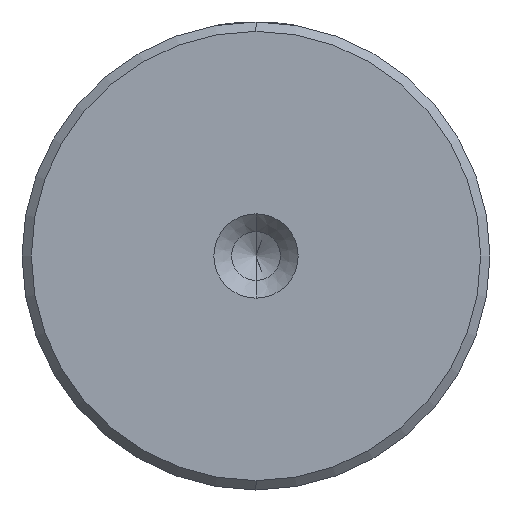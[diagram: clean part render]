
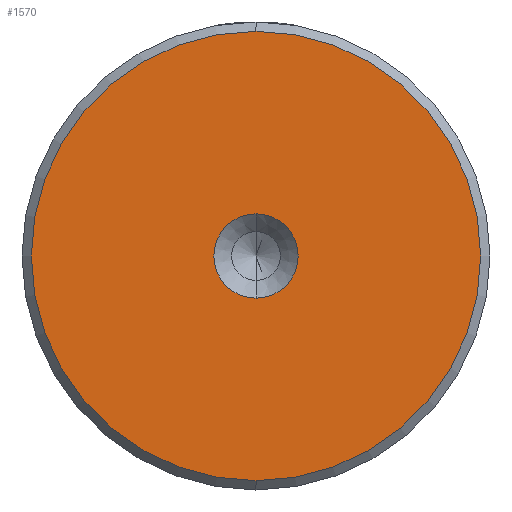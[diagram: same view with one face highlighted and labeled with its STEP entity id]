
A CAD part, left-side view. The second image highlights one B-rep face of the part: STEP entity #1570.
In plain terms, the highlighted planar face has unit normal (-1, 0, 0).
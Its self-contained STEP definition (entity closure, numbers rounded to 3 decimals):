
#10 = CARTESIAN_POINT ( 'NONE',  ( 0., 0., 0. ) ) ;
#41 = EDGE_LOOP ( 'NONE', ( #1124, #1897 ) ) ;
#132 = CIRCLE ( 'NONE', #1364, 12. ) ;
#200 = DIRECTION ( 'NONE',  ( 0., 0., 1. ) ) ;
#213 = EDGE_CURVE ( 'NONE', #1926, #704, #1690, .T. ) ;
#319 = DIRECTION ( 'NONE',  ( 0., 0., 1. ) ) ;
#386 = FACE_BOUND ( 'NONE', #1869, .T. ) ;
#469 = DIRECTION ( 'NONE',  ( -1., 0., 0. ) ) ;
#485 = CARTESIAN_POINT ( 'NONE',  ( 0., 0., 0. ) ) ;
#526 = CARTESIAN_POINT ( 'NONE',  ( 0., 0., 2.25 ) ) ;
#538 = CARTESIAN_POINT ( 'NONE',  ( 0., 0., 0. ) ) ;
#601 = VERTEX_POINT ( 'NONE', #1594 ) ;
#618 = VERTEX_POINT ( 'NONE', #1396 ) ;
#704 = VERTEX_POINT ( 'NONE', #2057 ) ;
#715 = DIRECTION ( 'NONE',  ( 0., 0., 1. ) ) ;
#722 = EDGE_CURVE ( 'NONE', #704, #1926, #892, .T. ) ;
#876 = DIRECTION ( 'NONE',  ( -1., 0., 0. ) ) ;
#892 = CIRCLE ( 'NONE', #1067, 2.25 ) ;
#1058 = AXIS2_PLACEMENT_3D ( 'NONE', #1700, #1693, #1684 ) ;
#1067 = AXIS2_PLACEMENT_3D ( 'NONE', #485, #469, #319 ) ;
#1115 = AXIS2_PLACEMENT_3D ( 'NONE', #538, #1752, #715 ) ;
#1124 = ORIENTED_EDGE ( 'NONE', *, *, #1426, .T. ) ;
#1188 = FACE_OUTER_BOUND ( 'NONE', #41, .T. ) ;
#1189 = AXIS2_PLACEMENT_3D ( 'NONE', #1207, #876, #2086 ) ;
#1207 = CARTESIAN_POINT ( 'NONE',  ( 0., 0., 0. ) ) ;
#1241 = DIRECTION ( 'NONE',  ( -1., 0., 0. ) ) ;
#1364 = AXIS2_PLACEMENT_3D ( 'NONE', #10, #1241, #200 ) ;
#1396 = CARTESIAN_POINT ( 'NONE',  ( 0., 0., 12. ) ) ;
#1426 = EDGE_CURVE ( 'NONE', #601, #618, #2149, .T. ) ;
#1570 = ADVANCED_FACE ( 'NONE', ( #1188, #386 ), #1906, .T. ) ;
#1594 = CARTESIAN_POINT ( 'NONE',  ( 0., 0., -12. ) ) ;
#1684 = DIRECTION ( 'NONE',  ( 0., 0., 1. ) ) ;
#1690 = CIRCLE ( 'NONE', #1058, 2.25 ) ;
#1693 = DIRECTION ( 'NONE',  ( -1., 0., 0. ) ) ;
#1700 = CARTESIAN_POINT ( 'NONE',  ( 0., 0., 0. ) ) ;
#1713 = ORIENTED_EDGE ( 'NONE', *, *, #213, .F. ) ;
#1752 = DIRECTION ( 'NONE',  ( -1., 0., 0. ) ) ;
#1869 = EDGE_LOOP ( 'NONE', ( #1713, #2040 ) ) ;
#1897 = ORIENTED_EDGE ( 'NONE', *, *, #2000, .T. ) ;
#1906 = PLANE ( 'NONE',  #1189 ) ;
#1926 = VERTEX_POINT ( 'NONE', #526 ) ;
#2000 = EDGE_CURVE ( 'NONE', #618, #601, #132, .T. ) ;
#2040 = ORIENTED_EDGE ( 'NONE', *, *, #722, .F. ) ;
#2057 = CARTESIAN_POINT ( 'NONE',  ( 0., 0., -2.25 ) ) ;
#2086 = DIRECTION ( 'NONE',  ( 0., 0., 1. ) ) ;
#2149 = CIRCLE ( 'NONE', #1115, 12. ) ;
